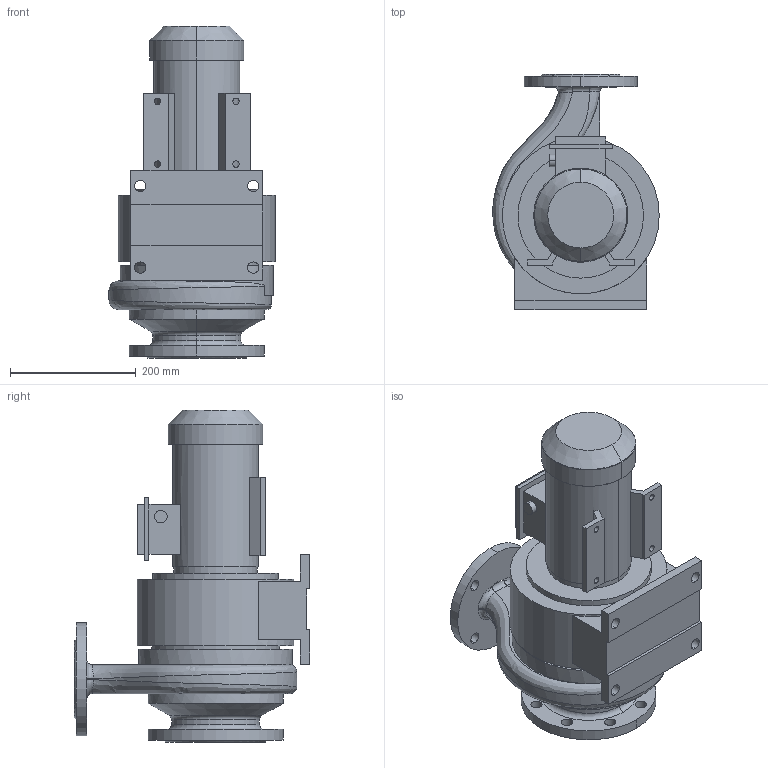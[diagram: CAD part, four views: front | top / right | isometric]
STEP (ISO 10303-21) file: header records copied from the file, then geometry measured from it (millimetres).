
FILE_DESCRIPTION (( 'STEP AP214' ), '1' );
FILE_NAME ('帎100-65-200塺4.STEP', '2012-07-31T03:15:01', ( 'referent' ), ( '' ), 'SwSTEP 2.0', 'SolidWorks 2012', '' );
FILE_SCHEMA (( 'AUTOMOTIVE_DESIGN' ));
Length unit declared in the file: millimetre
Products named in the file (1): 帎100-65-200塺4
Bounding box: 265.22 x 375 x 529 mm (x, y, z)
Volume: 16601005.4 mm3; surface area: 805087.8 mm2
Topology: 2 solids, 2 shells, 176 faces, 480 edges, 312 vertices
Faces by surface type: cylinder 81, plane 71, cone 10, bspline 10, torus 4
Entity records: 9920 total; most frequent: CARTESIAN_POINT 3349, DIRECTION 971, ORIENTED_EDGE 960, EDGE_CURVE 480, AXIS2_PLACEMENT_3D 378, VERTEX_POINT 312, EDGE_LOOP 224, LINE 215
